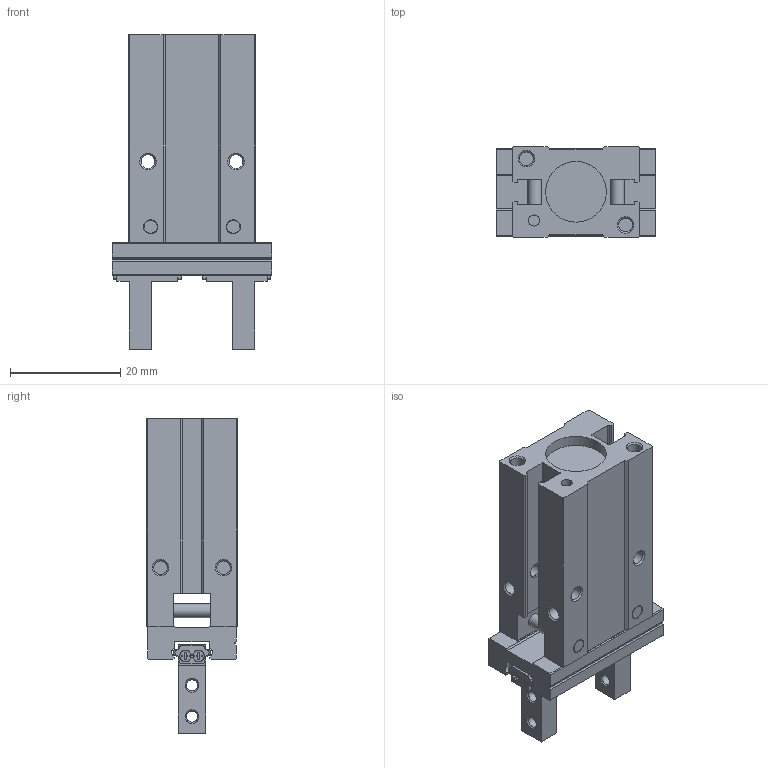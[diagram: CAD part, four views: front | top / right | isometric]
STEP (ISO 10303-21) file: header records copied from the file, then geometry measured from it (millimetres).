
FILE_DESCRIPTION(/* description */ ('STEP AP203'),/* implementation_level */ '2;1');
FILE_NAME(/* name */ 'SHZ10-S(0)()',/* time_stamp */ '2024-05-09T17:13:28+02:00',/* author */ ('License CC BY-ND 4.0'),/* organization */ ('CADENAS'),/* preprocessor_version */ 'ST-DEVELOPER v19.3',/* originating_system */ 'PARTsolutions',/* authorisation */ ' ');
FILE_SCHEMA (('CONFIG_CONTROL_DESIGN'));
Length unit declared in the file: millimetre
Products named in the file (3): SHZ10-S(0)(); SHZBlank10_S()_boby; SHZBlank10_S_finger
Assembly tree (3 placements, depth 2):
  SHZ10-S(0)()
    SHZBlank10_S()_boby
    SHZBlank10_S_finger  x2
Bounding box: 29 x 16.4 x 57 mm (x, y, z)
Volume: 14014.7 mm3; surface area: 7533.4 mm2
Topology: 3 solids, 3 shells, 500 faces, 1336 edges, 880 vertices
Faces by surface type: plane 273, cylinder 191, cone 36
Full cylindrical faces by diameter (mm): 2 x9, 2.013 x4, 2.1 x8, 2.459 x10, 2.5 x2, 11 x1
Entity records: 9759 total; most frequent: DIRECTION 1700, CARTESIAN_POINT 1668, ORIENTED_EDGE 1580, EDGE_CURVE 790, AXIS2_PLACEMENT_3D 584, VERTEX_POINT 552, LINE 532, VECTOR 532
